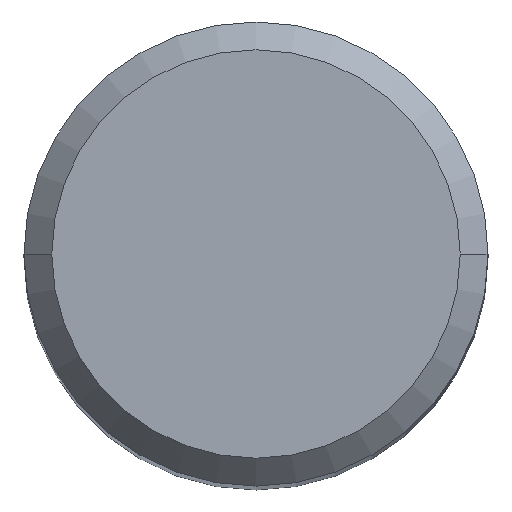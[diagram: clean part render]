
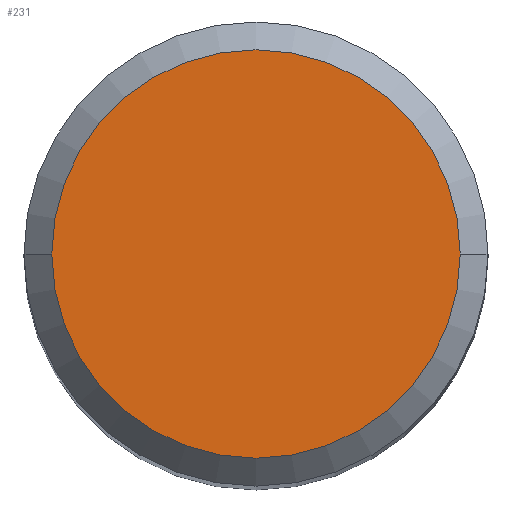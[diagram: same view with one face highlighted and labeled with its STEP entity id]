
A CAD part, top view. The second image highlights one B-rep face of the part: STEP entity #231.
In plain terms, the highlighted planar face has unit normal (0, 0, 1).
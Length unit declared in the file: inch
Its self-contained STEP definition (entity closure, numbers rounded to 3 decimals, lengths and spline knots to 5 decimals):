
#52 = DIRECTION ( 'NONE',  ( 1., 0., 0. ) ) ;
#97 = CARTESIAN_POINT ( 'NONE',  ( 0., 0., 2.5 ) ) ;
#130 = DIRECTION ( 'NONE',  ( 1., 0., 0. ) ) ;
#205 = PLANE ( 'NONE',  #283 ) ;
#211 = DIRECTION ( 'NONE',  ( 0., 0., 1. ) ) ;
#231 = ADVANCED_FACE ( 'NONE', ( #528 ), #205, .T. ) ;
#276 = VERTEX_POINT ( 'NONE', #625 ) ;
#283 = AXIS2_PLACEMENT_3D ( 'NONE', #944, #211, #130 ) ;
#285 = CIRCLE ( 'NONE', #479, 0.11 ) ;
#287 = ORIENTED_EDGE ( 'NONE', *, *, #825, .T. ) ;
#308 = AXIS2_PLACEMENT_3D ( 'NONE', #784, #539, #52 ) ;
#396 = EDGE_CURVE ( 'NONE', #276, #935, #868, .T. ) ;
#417 = DIRECTION ( 'NONE',  ( 0., 0., 1. ) ) ;
#479 = AXIS2_PLACEMENT_3D ( 'NONE', #97, #417, #844 ) ;
#528 = FACE_OUTER_BOUND ( 'NONE', #658, .T. ) ;
#539 = DIRECTION ( 'NONE',  ( 0., 0., 1. ) ) ;
#584 = ORIENTED_EDGE ( 'NONE', *, *, #396, .T. ) ;
#625 = CARTESIAN_POINT ( 'NONE',  ( -0.11, 0., 2.5 ) ) ;
#658 = EDGE_LOOP ( 'NONE', ( #584, #287 ) ) ;
#784 = CARTESIAN_POINT ( 'NONE',  ( 0., 0., 2.5 ) ) ;
#825 = EDGE_CURVE ( 'NONE', #935, #276, #285, .T. ) ;
#844 = DIRECTION ( 'NONE',  ( 1., 0., 0. ) ) ;
#868 = CIRCLE ( 'NONE', #308, 0.11 ) ;
#935 = VERTEX_POINT ( 'NONE', #936 ) ;
#936 = CARTESIAN_POINT ( 'NONE',  ( 0.11, 0., 2.5 ) ) ;
#944 = CARTESIAN_POINT ( 'NONE',  ( 0., 0., 2.5 ) ) ;
